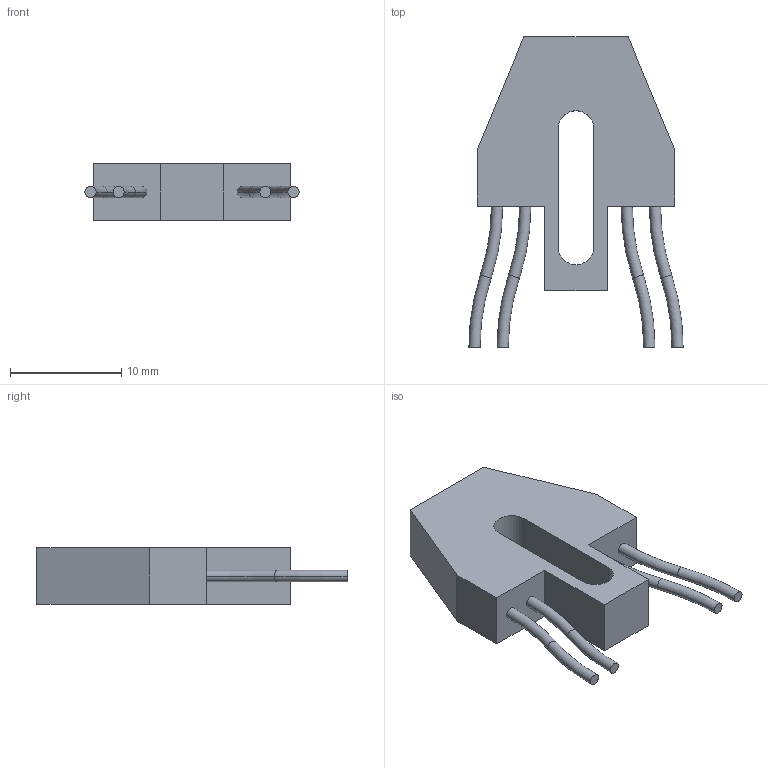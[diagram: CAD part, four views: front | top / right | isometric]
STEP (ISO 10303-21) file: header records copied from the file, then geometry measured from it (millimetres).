
FILE_DESCRIPTION (( 'STEP AP203' ), '1' );
FILE_NAME ('OPB704WZ.STEP', '2014-05-23T15:33:35', ( 'optek' ), ( '' ), 'SwSTEP 2.0', 'SolidWorks 2013', '' );
FILE_SCHEMA (( 'CONFIG_CONTROL_DESIGN' ));
Length unit declared in the file: inch
Products named in the file (1): OPB704WZ
Bounding box: 19.3 x 27.94 x 5.08 mm (x, y, z)
Volume: 1204 mm3; surface area: 1160.7 mm2
Topology: 1 solids, 1 shells, 46 faces, 106 edges, 68 vertices
Faces by surface type: plane 28, torus 16, cylinder 2
Entity records: 1393 total; most frequent: DIRECTION 244, CARTESIAN_POINT 221, ORIENTED_EDGE 212, EDGE_CURVE 106, AXIS2_PLACEMENT_3D 91, VERTEX_POINT 68, LINE 62, VECTOR 62
